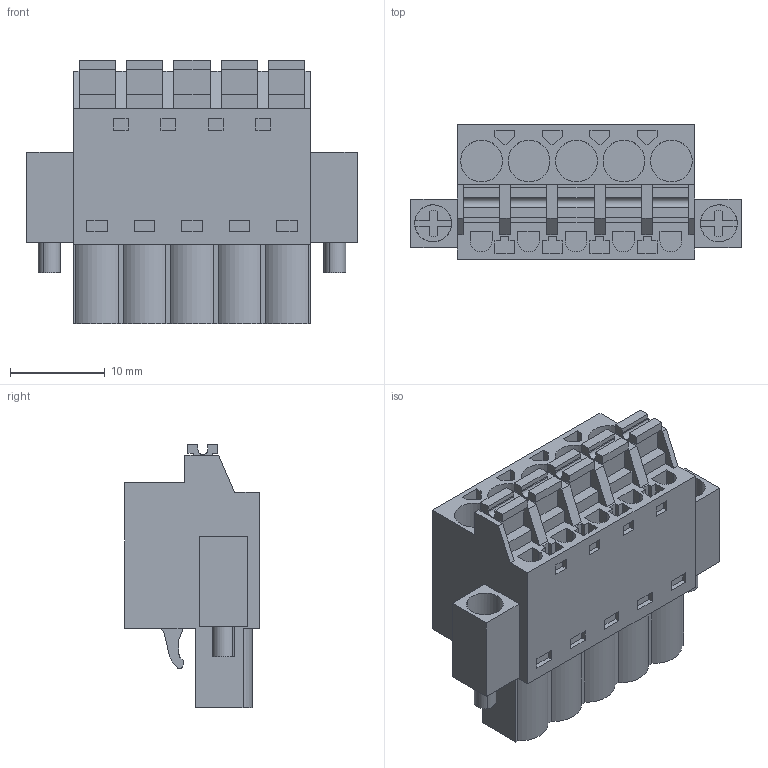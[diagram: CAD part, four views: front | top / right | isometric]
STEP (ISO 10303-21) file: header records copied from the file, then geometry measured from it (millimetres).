
FILE_DESCRIPTION(('CATIA V5 STEP Exchange','CAx-IF Rec.Pracs.--- Model Styling and Organization---1.2---2011-12-15'),'2;1');
FILE_NAME ('D1446709_0_1017270000_1017270000.stp','2017-04-27T10:15:49+00:00',('none'),('Weidmueller'),'CATIA Version 5-6 Release 2014','CATIA V5 STEP AP214','none');
FILE_SCHEMA(('AUTOMOTIVE_DESIGN { 1 0 10303 214 1 1 1 1 }'));
Length unit declared in the file: millimetre
Products named in the file (1): 1017270000
Bounding box: 34.8 x 14.2 x 27.73 mm (x, y, z)
Volume: 6702.1 mm3; surface area: 4354.7 mm2
Topology: 8 solids, 8 shells, 483 faces, 1368 edges, 946 vertices
Faces by surface type: plane 420, cylinder 59, extrusion 4
Entity records: 15565 total; most frequent: CARTESIAN_POINT 2939, ORIENTED_EDGE 2736, DIRECTION 2064, EDGE_CURVE 1368, VECTOR 1229, LINE 1225, VERTEX_POINT 946, EDGE_LOOP 540
